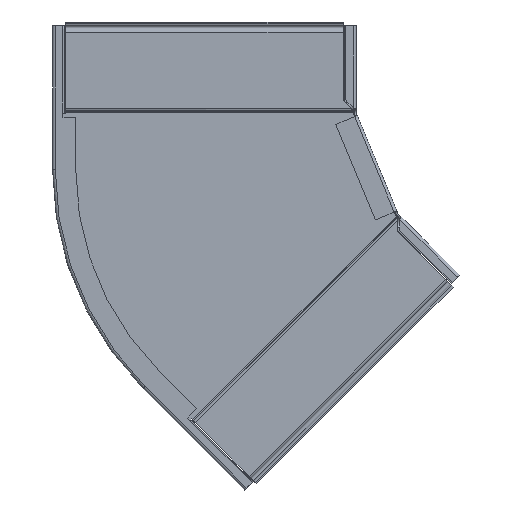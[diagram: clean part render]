
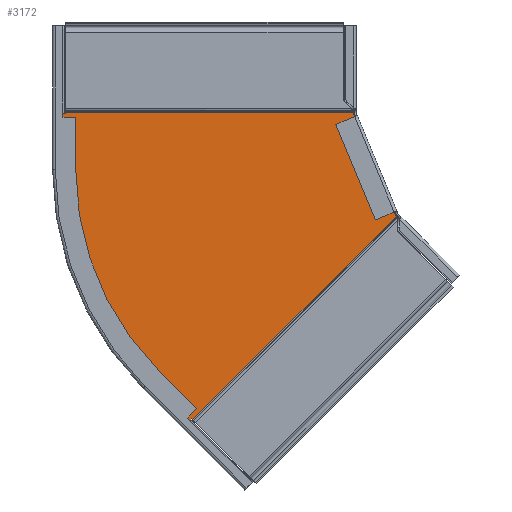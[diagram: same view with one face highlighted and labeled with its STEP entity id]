
A CAD part, front view. The second image highlights one B-rep face of the part: STEP entity #3172.
In plain terms, the highlighted planar face has unit normal (0, -1, 0).
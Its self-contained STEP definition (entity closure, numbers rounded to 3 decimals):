
#24 = CARTESIAN_POINT ( 'NONE',  ( -148.073, -0.75, -143.452 ) ) ;
#26 = CARTESIAN_POINT ( 'NONE',  ( 13.639, -0.75, -32.928 ) ) ;
#28 = ORIENTED_EDGE ( 'NONE', *, *, #2676, .F. ) ;
#68 = LINE ( 'NONE', #24, #5186 ) ;
#123 = VERTEX_POINT ( 'NONE', #5535 ) ;
#142 = LINE ( 'NONE', #3556, #2765 ) ;
#165 = CARTESIAN_POINT ( 'NONE',  ( -199.639, -0.75, 85.428 ) ) ;
#189 = EDGE_CURVE ( 'NONE', #3783, #4165, #1638, .T. ) ;
#197 = ORIENTED_EDGE ( 'NONE', *, *, #2453, .T. ) ;
#335 = CARTESIAN_POINT ( 'NONE',  ( -80.76, -0.75, -201.573 ) ) ;
#540 = ORIENTED_EDGE ( 'NONE', *, *, #3187, .F. ) ;
#552 = EDGE_CURVE ( 'NONE', #1145, #3207, #3694, .T. ) ;
#618 = VERTEX_POINT ( 'NONE', #2099 ) ;
#669 = VECTOR ( 'NONE', #2498, 1000. ) ;
#695 = EDGE_CURVE ( 'NONE', #3338, #1056, #2336, .T. ) ;
#707 = ORIENTED_EDGE ( 'NONE', *, *, #189, .F. ) ;
#718 = VECTOR ( 'NONE', #2030, 1000. ) ;
#768 = EDGE_LOOP ( 'NONE', ( #707, #2591, #5497, #197, #4098, #5079, #1901, #2755, #3103, #540, #3339, #28 ) ) ;
#805 = CARTESIAN_POINT ( 'NONE',  ( -13.639, -0.75, 32.928 ) ) ;
#838 = EDGE_CURVE ( 'NONE', #123, #5055, #2091, .T. ) ;
#993 = EDGE_CURVE ( 'NONE', #4354, #618, #68, .T. ) ;
#1056 = VERTEX_POINT ( 'NONE', #1827 ) ;
#1109 = LINE ( 'NONE', #4529, #1812 ) ;
#1145 = VERTEX_POINT ( 'NONE', #3108 ) ;
#1146 = EDGE_CURVE ( 'NONE', #5055, #618, #142, .T. ) ;
#1170 = VECTOR ( 'NONE', #4324, 1000. ) ;
#1256 = CARTESIAN_POINT ( 'NONE',  ( -7.889, -0.75, -3.268 ) ) ;
#1313 = EDGE_CURVE ( 'NONE', #2949, #4378, #5338, .T. ) ;
#1400 = CARTESIAN_POINT ( 'NONE',  ( -206.139, -0.75, -3.268 ) ) ;
#1466 = DIRECTION ( 'NONE',  ( 0.383, 0., -0.924 ) ) ;
#1609 = CARTESIAN_POINT ( 'NONE',  ( -117.883, -0.75, -164.449 ) ) ;
#1638 = LINE ( 'NONE', #805, #718 ) ;
#1661 = DIRECTION ( 'NONE',  ( 0., 0., -1. ) ) ;
#1718 = DIRECTION ( 'NONE',  ( -0.707, 0., -0.707 ) ) ;
#1812 = VECTOR ( 'NONE', #1466, 1000. ) ;
#1827 = CARTESIAN_POINT ( 'NONE',  ( -206.139, -0.75, 32.928 ) ) ;
#1832 = CARTESIAN_POINT ( 'NONE',  ( 13.639, -0.75, -32.928 ) ) ;
#1901 = ORIENTED_EDGE ( 'NONE', *, *, #993, .T. ) ;
#1981 = CARTESIAN_POINT ( 'NONE',  ( 14.117, -0.75, -33.405 ) ) ;
#1999 = VECTOR ( 'NONE', #1718, 1000. ) ;
#2030 = DIRECTION ( 'NONE',  ( 0., 0., -1. ) ) ;
#2050 = CARTESIAN_POINT ( 'NONE',  ( -7.889, -0.75, -3.268 ) ) ;
#2083 = LINE ( 'NONE', #5529, #1170 ) ;
#2091 = LINE ( 'NONE', #335, #2381 ) ;
#2099 = CARTESIAN_POINT ( 'NONE',  ( -122.479, -0.75, -169.046 ) ) ;
#2150 = FACE_OUTER_BOUND ( 'NONE', #768, .T. ) ;
#2304 = DIRECTION ( 'NONE',  ( 0., 0., 1. ) ) ;
#2319 = DIRECTION ( 'NONE',  ( -0.707, 0., 0.707 ) ) ;
#2336 = LINE ( 'NONE', #5420, #4105 ) ;
#2381 = VECTOR ( 'NONE', #2905, 1000. ) ;
#2391 = AXIS2_PLACEMENT_3D ( 'NONE', #2050, #4977, #1661 ) ;
#2453 = EDGE_CURVE ( 'NONE', #3207, #1056, #2083, .T. ) ;
#2498 = DIRECTION ( 'NONE',  ( -1., 0., 0. ) ) ;
#2539 = DIRECTION ( 'NONE',  ( 0., 0., -1. ) ) ;
#2582 = CARTESIAN_POINT ( 'NONE',  ( -7.889, -0.75, 33.603 ) ) ;
#2591 = ORIENTED_EDGE ( 'NONE', *, *, #3936, .T. ) ;
#2594 = DIRECTION ( 'NONE',  ( 0., -1., 0. ) ) ;
#2676 = EDGE_CURVE ( 'NONE', #4165, #4378, #1109, .T. ) ;
#2755 = ORIENTED_EDGE ( 'NONE', *, *, #1146, .F. ) ;
#2765 = VECTOR ( 'NONE', #3986, 1000. ) ;
#2851 = CIRCLE ( 'NONE', #2391, 198.25 ) ;
#2905 = DIRECTION ( 'NONE',  ( -0.707, 0., 0.707 ) ) ;
#2949 = VERTEX_POINT ( 'NONE', #1981 ) ;
#3077 = PLANE ( 'NONE',  #4443 ) ;
#3103 = ORIENTED_EDGE ( 'NONE', *, *, #838, .F. ) ;
#3108 = CARTESIAN_POINT ( 'NONE',  ( -199.639, -0.75, 33.603 ) ) ;
#3172 = ADVANCED_FACE ( 'NONE', ( #2150 ), #3077, .T. ) ;
#3187 = EDGE_CURVE ( 'NONE', #2949, #123, #5128, .T. ) ;
#3207 = VERTEX_POINT ( 'NONE', #4713 ) ;
#3338 = VERTEX_POINT ( 'NONE', #1400 ) ;
#3339 = ORIENTED_EDGE ( 'NONE', *, *, #1313, .T. ) ;
#3556 = CARTESIAN_POINT ( 'NONE',  ( -122.479, -0.75, -169.046 ) ) ;
#3694 = LINE ( 'NONE', #165, #4507 ) ;
#3750 = CARTESIAN_POINT ( 'NONE',  ( -13.639, -0.75, 33.603 ) ) ;
#3780 = LINE ( 'NONE', #2582, #669 ) ;
#3783 = VERTEX_POINT ( 'NONE', #3750 ) ;
#3936 = EDGE_CURVE ( 'NONE', #3783, #1145, #3780, .T. ) ;
#3986 = DIRECTION ( 'NONE',  ( -0.707, 0., -0.707 ) ) ;
#4098 = ORIENTED_EDGE ( 'NONE', *, *, #695, .F. ) ;
#4105 = VECTOR ( 'NONE', #2304, 1000. ) ;
#4165 = VERTEX_POINT ( 'NONE', #5048 ) ;
#4324 = DIRECTION ( 'NONE',  ( -1., 0., 0. ) ) ;
#4340 = CARTESIAN_POINT ( 'NONE',  ( -148.073, -0.75, -143.452 ) ) ;
#4354 = VERTEX_POINT ( 'NONE', #4340 ) ;
#4378 = VERTEX_POINT ( 'NONE', #26 ) ;
#4443 = AXIS2_PLACEMENT_3D ( 'NONE', #1256, #2594, #2539 ) ;
#4507 = VECTOR ( 'NONE', #4548, 1000. ) ;
#4529 = CARTESIAN_POINT ( 'NONE',  ( -8.802, -0.75, 21.249 ) ) ;
#4548 = DIRECTION ( 'NONE',  ( 0., 0., -1. ) ) ;
#4713 = CARTESIAN_POINT ( 'NONE',  ( -199.639, -0.75, 32.928 ) ) ;
#4750 = VECTOR ( 'NONE', #2319, 1000. ) ;
#4765 = CARTESIAN_POINT ( 'NONE',  ( 18.183, -0.75, -29.339 ) ) ;
#4780 = DIRECTION ( 'NONE',  ( 0.707, 0., -0.707 ) ) ;
#4977 = DIRECTION ( 'NONE',  ( 0., 1., 0. ) ) ;
#5048 = CARTESIAN_POINT ( 'NONE',  ( -13.639, -0.75, 32.928 ) ) ;
#5055 = VERTEX_POINT ( 'NONE', #1609 ) ;
#5079 = ORIENTED_EDGE ( 'NONE', *, *, #5115, .F. ) ;
#5115 = EDGE_CURVE ( 'NONE', #4354, #3338, #2851, .T. ) ;
#5128 = LINE ( 'NONE', #4765, #1999 ) ;
#5186 = VECTOR ( 'NONE', #4780, 1000. ) ;
#5338 = LINE ( 'NONE', #1832, #4750 ) ;
#5420 = CARTESIAN_POINT ( 'NONE',  ( -206.139, -0.75, -3.268 ) ) ;
#5497 = ORIENTED_EDGE ( 'NONE', *, *, #552, .T. ) ;
#5529 = CARTESIAN_POINT ( 'NONE',  ( -206.139, -0.75, 32.928 ) ) ;
#5535 = CARTESIAN_POINT ( 'NONE',  ( -117.405, -0.75, -164.927 ) ) ;
